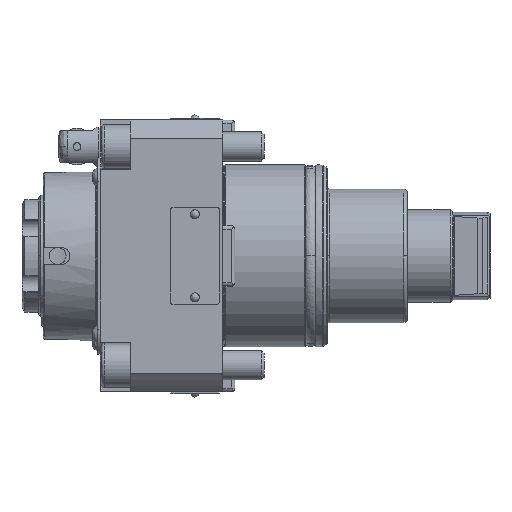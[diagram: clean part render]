
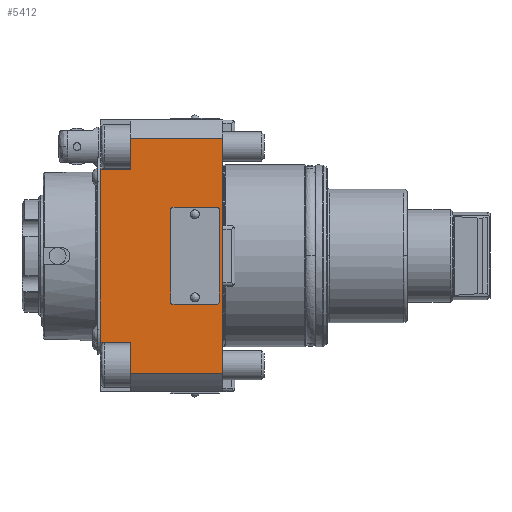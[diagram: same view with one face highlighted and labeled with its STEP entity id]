
A CAD part, front view. The second image highlights one B-rep face of the part: STEP entity #5412.
In plain terms, the highlighted planar face has unit normal (0, -1, 0).
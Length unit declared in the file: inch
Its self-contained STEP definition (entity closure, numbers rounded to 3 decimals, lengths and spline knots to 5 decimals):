
#430 = VERTEX_POINT ( 'NONE', #41919 ) ;
#455 = LINE ( 'NONE', #43773, #4547 ) ;
#516 = EDGE_CURVE ( 'NONE', #33104, #33342, #8303, .T. ) ;
#713 = EDGE_CURVE ( 'NONE', #7977, #35891, #45725, .T. ) ;
#817 = VERTEX_POINT ( 'NONE', #10848 ) ;
#1045 = CARTESIAN_POINT ( 'NONE',  ( -1.98819, -2.20472, -1.39764 ) ) ;
#1574 = VERTEX_POINT ( 'NONE', #9277 ) ;
#1650 = DIRECTION ( 'NONE',  ( 0., 0., 1. ) ) ;
#2348 = LINE ( 'NONE', #30537, #16002 ) ;
#2459 = VECTOR ( 'NONE', #22536, 39.37008 ) ;
#2463 = EDGE_LOOP ( 'NONE', ( #30979, #46614, #31517, #43757, #8268, #12827, #15314, #13904 ) ) ;
#2921 = LINE ( 'NONE', #35585, #12659 ) ;
#3179 = VERTEX_POINT ( 'NONE', #30766 ) ;
#3269 = EDGE_CURVE ( 'NONE', #12227, #1574, #39043, .T. ) ;
#3585 = CARTESIAN_POINT ( 'NONE',  ( 0., -2.20472, -1.90447 ) ) ;
#3877 = VECTOR ( 'NONE', #12979, 39.37008 ) ;
#4162 = EDGE_CURVE ( 'NONE', #38003, #1574, #38866, .T. ) ;
#4254 = DIRECTION ( 'NONE',  ( 0., 0., 1. ) ) ;
#4547 = VECTOR ( 'NONE', #11364, 39.37008 ) ;
#5362 = PLANE ( 'NONE',  #25881 ) ;
#5412 = ADVANCED_FACE ( 'NONE', ( #5592, #34476 ), #5362, .T. ) ;
#5592 = FACE_BOUND ( 'NONE', #2463, .T. ) ;
#5860 = EDGE_CURVE ( 'NONE', #3179, #33104, #30619, .T. ) ;
#6230 = CARTESIAN_POINT ( 'NONE',  ( 0., -2.20472, -0.7874 ) ) ;
#6443 = CARTESIAN_POINT ( 'NONE',  ( 0., -2.20472, 0. ) ) ;
#6628 = CARTESIAN_POINT ( 'NONE',  ( 3.22441, -2.20472, 1.90447 ) ) ;
#7173 = AXIS2_PLACEMENT_3D ( 'NONE', #22270, #36695, #4254 ) ;
#7977 = VERTEX_POINT ( 'NONE', #9457 ) ;
#8268 = ORIENTED_EDGE ( 'NONE', *, *, #33176, .T. ) ;
#8303 = CIRCLE ( 'NONE', #38545, 0.03937 ) ;
#8334 = CARTESIAN_POINT ( 'NONE',  ( -0.84646, -2.20472, -0.74803 ) ) ;
#8548 = DIRECTION ( 'NONE',  ( 1., 0., 0. ) ) ;
#8710 = VECTOR ( 'NONE', #21080, 39.37008 ) ;
#8806 = CARTESIAN_POINT ( 'NONE',  ( 0., -2.20472, -1.90447 ) ) ;
#8924 = DIRECTION ( 'NONE',  ( 0., -1., 0. ) ) ;
#9277 = CARTESIAN_POINT ( 'NONE',  ( 0., -2.20472, 1.90447 ) ) ;
#9453 = CARTESIAN_POINT ( 'NONE',  ( -0.09843, -2.20472, -0.74803 ) ) ;
#9457 = CARTESIAN_POINT ( 'NONE',  ( -0.84646, -2.20472, 0.74803 ) ) ;
#9626 = VECTOR ( 'NONE', #12415, 39.37008 ) ;
#9667 = LINE ( 'NONE', #41839, #3877 ) ;
#10201 = CARTESIAN_POINT ( 'NONE',  ( -0.80709, -2.20472, -0.74803 ) ) ;
#10727 = DIRECTION ( 'NONE',  ( 0., 0., -1. ) ) ;
#10848 = CARTESIAN_POINT ( 'NONE',  ( -1.98819, -2.20472, 1.39764 ) ) ;
#11057 = CARTESIAN_POINT ( 'NONE',  ( -1.49606, -2.20472, 1.90447 ) ) ;
#11364 = DIRECTION ( 'NONE',  ( 0., 0., -1. ) ) ;
#11699 = EDGE_CURVE ( 'NONE', #33342, #7977, #2348, .T. ) ;
#11834 = ORIENTED_EDGE ( 'NONE', *, *, #4162, .T. ) ;
#11835 = AXIS2_PLACEMENT_3D ( 'NONE', #43842, #25148, #21627 ) ;
#11879 = LINE ( 'NONE', #26521, #2459 ) ;
#11947 = EDGE_CURVE ( 'NONE', #35891, #22338, #9667, .T. ) ;
#12227 = VERTEX_POINT ( 'NONE', #11057 ) ;
#12415 = DIRECTION ( 'NONE',  ( -1., 0., 0. ) ) ;
#12659 = VECTOR ( 'NONE', #20939, 39.37008 ) ;
#12827 = ORIENTED_EDGE ( 'NONE', *, *, #28761, .T. ) ;
#12834 = DIRECTION ( 'NONE',  ( 0., 0., 1. ) ) ;
#12965 = CARTESIAN_POINT ( 'NONE',  ( -1.49606, -2.20472, 1.39764 ) ) ;
#12979 = DIRECTION ( 'NONE',  ( 1., 0., 0. ) ) ;
#13904 = ORIENTED_EDGE ( 'NONE', *, *, #5860, .T. ) ;
#14396 = VERTEX_POINT ( 'NONE', #42263 ) ;
#14716 = DIRECTION ( 'NONE',  ( 0., 0., 1. ) ) ;
#15314 = ORIENTED_EDGE ( 'NONE', *, *, #44416, .T. ) ;
#15414 = ORIENTED_EDGE ( 'NONE', *, *, #38975, .T. ) ;
#16002 = VECTOR ( 'NONE', #1650, 39.37008 ) ;
#16307 = ORIENTED_EDGE ( 'NONE', *, *, #19676, .T. ) ;
#16575 = DIRECTION ( 'NONE',  ( -1., 0., 0. ) ) ;
#17372 = CARTESIAN_POINT ( 'NONE',  ( -0.80709, -2.20472, -0.7874 ) ) ;
#17643 = ORIENTED_EDGE ( 'NONE', *, *, #23481, .T. ) ;
#17817 = DIRECTION ( 'NONE',  ( 1., 0., 0. ) ) ;
#18051 = LINE ( 'NONE', #3585, #41661 ) ;
#18711 = VECTOR ( 'NONE', #10727, 39.37008 ) ;
#19469 = LINE ( 'NONE', #30547, #28125 ) ;
#19676 = EDGE_CURVE ( 'NONE', #817, #35267, #455, .T. ) ;
#20939 = DIRECTION ( 'NONE',  ( 0., 0., -1. ) ) ;
#21080 = DIRECTION ( 'NONE',  ( 1., 0., 0. ) ) ;
#21627 = DIRECTION ( 'NONE',  ( 0., 0., 1. ) ) ;
#21698 = AXIS2_PLACEMENT_3D ( 'NONE', #9453, #38343, #23218 ) ;
#22270 = CARTESIAN_POINT ( 'NONE',  ( -0.80709, -2.20472, 0.74803 ) ) ;
#22338 = VERTEX_POINT ( 'NONE', #30016 ) ;
#22536 = DIRECTION ( 'NONE',  ( 0., 0., -1. ) ) ;
#23218 = DIRECTION ( 'NONE',  ( 0., 0., 1. ) ) ;
#23481 = EDGE_CURVE ( 'NONE', #12227, #46024, #11879, .T. ) ;
#24379 = VERTEX_POINT ( 'NONE', #42647 ) ;
#24425 = VECTOR ( 'NONE', #14716, 39.37008 ) ;
#25148 = DIRECTION ( 'NONE',  ( 0., 1., 0. ) ) ;
#25881 = AXIS2_PLACEMENT_3D ( 'NONE', #27824, #8924, #30678 ) ;
#26204 = VECTOR ( 'NONE', #16575, 39.37008 ) ;
#26521 = CARTESIAN_POINT ( 'NONE',  ( -1.49606, -2.20472, 1.90447 ) ) ;
#26733 = LINE ( 'NONE', #41174, #26204 ) ;
#27238 = ORIENTED_EDGE ( 'NONE', *, *, #36231, .T. ) ;
#27824 = CARTESIAN_POINT ( 'NONE',  ( 0., -2.20472, 1.90447 ) ) ;
#28125 = VECTOR ( 'NONE', #8548, 39.37008 ) ;
#28479 = LINE ( 'NONE', #36063, #18711 ) ;
#28761 = EDGE_CURVE ( 'NONE', #14396, #41229, #2921, .T. ) ;
#28874 = EDGE_CURVE ( 'NONE', #24379, #430, #28479, .T. ) ;
#30016 = CARTESIAN_POINT ( 'NONE',  ( -0.09843, -2.20472, 0.7874 ) ) ;
#30537 = CARTESIAN_POINT ( 'NONE',  ( -0.84646, -2.20472, 1.90447 ) ) ;
#30547 = CARTESIAN_POINT ( 'NONE',  ( 0., -2.20472, -1.39764 ) ) ;
#30619 = LINE ( 'NONE', #6230, #9626 ) ;
#30678 = DIRECTION ( 'NONE',  ( 0., 0., -1. ) ) ;
#30683 = CARTESIAN_POINT ( 'NONE',  ( -0.05906, -2.20472, -0.74803 ) ) ;
#30766 = CARTESIAN_POINT ( 'NONE',  ( -0.09843, -2.20472, -0.7874 ) ) ;
#30807 = DIRECTION ( 'NONE',  ( 0., 1., 0. ) ) ;
#30979 = ORIENTED_EDGE ( 'NONE', *, *, #516, .T. ) ;
#31517 = ORIENTED_EDGE ( 'NONE', *, *, #713, .T. ) ;
#33104 = VERTEX_POINT ( 'NONE', #17372 ) ;
#33176 = EDGE_CURVE ( 'NONE', #22338, #14396, #40540, .T. ) ;
#33342 = VERTEX_POINT ( 'NONE', #8334 ) ;
#33769 = ORIENTED_EDGE ( 'NONE', *, *, #28874, .T. ) ;
#34476 = FACE_OUTER_BOUND ( 'NONE', #45096, .T. ) ;
#34892 = ORIENTED_EDGE ( 'NONE', *, *, #44392, .T. ) ;
#35267 = VERTEX_POINT ( 'NONE', #1045 ) ;
#35585 = CARTESIAN_POINT ( 'NONE',  ( -0.05906, -2.20472, 1.90447 ) ) ;
#35891 = VERTEX_POINT ( 'NONE', #37240 ) ;
#36063 = CARTESIAN_POINT ( 'NONE',  ( -1.49606, -2.20472, 1.90447 ) ) ;
#36231 = EDGE_CURVE ( 'NONE', #430, #38003, #18051, .T. ) ;
#36695 = DIRECTION ( 'NONE',  ( 0., 1., 0. ) ) ;
#37240 = CARTESIAN_POINT ( 'NONE',  ( -0.80709, -2.20472, 0.7874 ) ) ;
#37868 = ORIENTED_EDGE ( 'NONE', *, *, #3269, .F. ) ;
#38003 = VERTEX_POINT ( 'NONE', #8806 ) ;
#38305 = CIRCLE ( 'NONE', #21698, 0.03937 ) ;
#38343 = DIRECTION ( 'NONE',  ( 0., 1., 0. ) ) ;
#38545 = AXIS2_PLACEMENT_3D ( 'NONE', #10201, #30807, #12834 ) ;
#38866 = LINE ( 'NONE', #6443, #24425 ) ;
#38975 = EDGE_CURVE ( 'NONE', #35267, #24379, #19469, .T. ) ;
#39043 = LINE ( 'NONE', #6628, #8710 ) ;
#40540 = CIRCLE ( 'NONE', #11835, 0.03937 ) ;
#41174 = CARTESIAN_POINT ( 'NONE',  ( 0., -2.20472, 1.39764 ) ) ;
#41229 = VERTEX_POINT ( 'NONE', #30683 ) ;
#41661 = VECTOR ( 'NONE', #17817, 39.37008 ) ;
#41839 = CARTESIAN_POINT ( 'NONE',  ( 0., -2.20472, 0.7874 ) ) ;
#41919 = CARTESIAN_POINT ( 'NONE',  ( -1.49606, -2.20472, -1.90447 ) ) ;
#42263 = CARTESIAN_POINT ( 'NONE',  ( -0.05906, -2.20472, 0.74803 ) ) ;
#42647 = CARTESIAN_POINT ( 'NONE',  ( -1.49606, -2.20472, -1.39764 ) ) ;
#43757 = ORIENTED_EDGE ( 'NONE', *, *, #11947, .T. ) ;
#43773 = CARTESIAN_POINT ( 'NONE',  ( -1.98819, -2.20472, 1.90447 ) ) ;
#43842 = CARTESIAN_POINT ( 'NONE',  ( -0.09843, -2.20472, 0.74803 ) ) ;
#44392 = EDGE_CURVE ( 'NONE', #46024, #817, #26733, .T. ) ;
#44416 = EDGE_CURVE ( 'NONE', #41229, #3179, #38305, .T. ) ;
#45096 = EDGE_LOOP ( 'NONE', ( #16307, #15414, #33769, #27238, #11834, #37868, #17643, #34892 ) ) ;
#45725 = CIRCLE ( 'NONE', #7173, 0.03937 ) ;
#46024 = VERTEX_POINT ( 'NONE', #12965 ) ;
#46614 = ORIENTED_EDGE ( 'NONE', *, *, #11699, .T. ) ;
